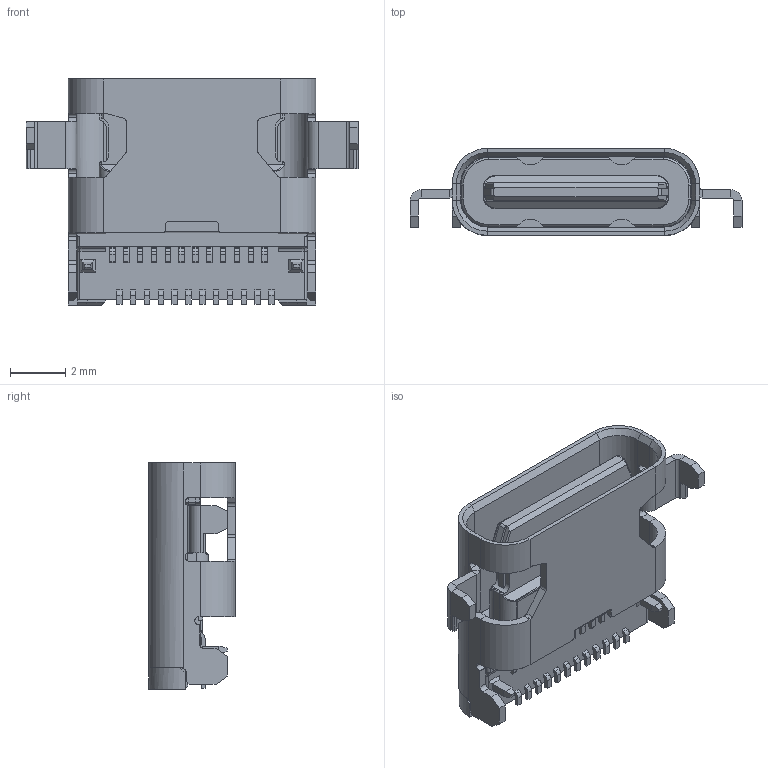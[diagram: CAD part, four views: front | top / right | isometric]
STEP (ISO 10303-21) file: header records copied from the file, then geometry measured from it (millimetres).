
FILE_DESCRIPTION(/* description */ (''),/* implementation_level */ '2;1');
FILE_NAME(/* name */ 'K3D-DX07B024JJ2-V1_JAE_Proprietary v1.step',/* time_stamp */ '2015-12-30T17:45:26-08:00',/* author */ (''),/* organization */ (''),/* preprocessor_version */ 'ST-DEVELOPER v16.2',/* originating_system */ 'Autodesk Translation Framework v4.3.0.2260',/* authorisation */ '');
FILE_SCHEMA (('AUTOMOTIVE_DESIGN { 1 0 10303 214 3 1 1 }'));
Length unit declared in the file: centimetre
Products named in the file (2): K3D-DX07B024JJ2-V1_JAE_Proprietary v1; K3D-DX07B024JJ2-V1_JAE_Proprietary
Assembly tree (1 placements, depth 2):
  K3D-DX07B024JJ2-V1_JAE_Proprietary v1
    K3D-DX07B024JJ2-V1_JAE_Proprietary
Bounding box: 12 x 3.14 x 8.17 mm (x, y, z)
Surface area: 447.2 mm2 (no closed solid volume)
Topology: 0 solids, 872 shells, 872 faces, 4724 edges, 4724 vertices
Faces by surface type: plane 593, cylinder 221, bspline 30, cone 18, torus 6, sphere 4
Entity records: 49613 total; most frequent: CARTESIAN_POINT 12864, DIRECTION 7114, VERTEX_POINT 4724, EDGE_CURVE 4724, ORIENTED_EDGE 4724, LINE 3712, VECTOR 3712, AXIS2_PLACEMENT_3D 1701
